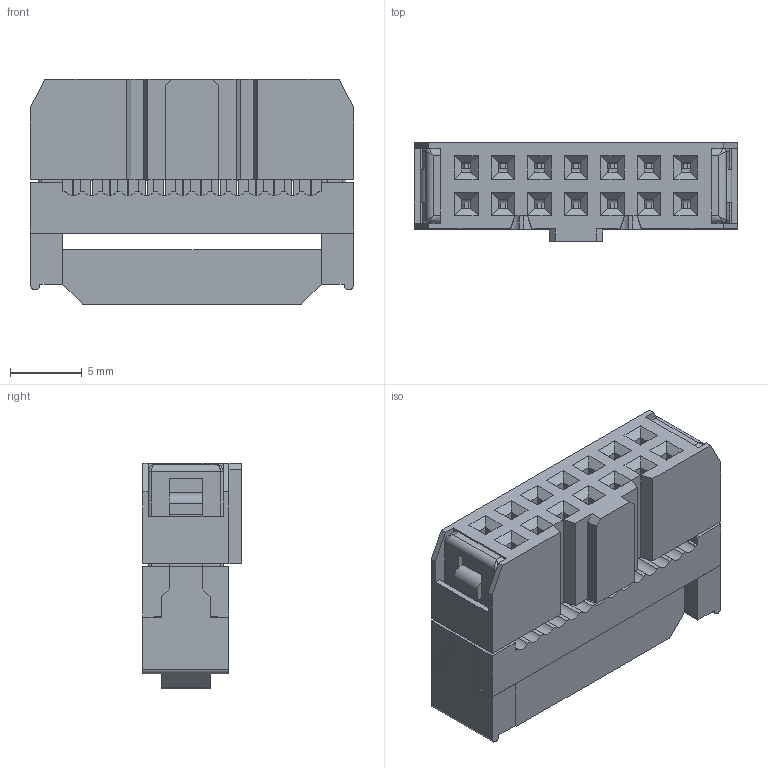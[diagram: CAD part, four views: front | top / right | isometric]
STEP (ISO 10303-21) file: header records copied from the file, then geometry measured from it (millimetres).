
FILE_DESCRIPTION( ( 'Unknown' ), '1' );
FILE_NAME( '61201423021_catch.stp', 'Unknown', ( 'Quentin LAIDEBEUR' ), ( 'WE' ), 'PSStep 15.0.49', 'Sample-box', ' ' );
FILE_SCHEMA( ( 'AUTOMOTIVE_DESIGN { 1 0 10303 214 1 1 1 1 }' ) );
Length unit declared in the file: millimetre
Products named in the file (5): Assem1; Gehäuse; Kabelklemme; Verschluss; Pin
Assembly tree (17 placements, depth 2):
  Assem1
    Gehäuse
    Kabelklemme
    Verschluss
    Pin  x14
Bounding box: 22.46 x 6.86 x 15.7 mm (x, y, z)
Volume: 1547.1 mm3; surface area: 3011.6 mm2
Topology: 17 solids, 17 shells, 975 faces, 2684 edges, 1736 vertices
Faces by surface type: plane 747, cylinder 210, extrusion 6, bspline 4, sphere 4, torus 4
Entity records: 24146 total; most frequent: CARTESIAN_POINT 3970, ORIENTED_EDGE 3306, DIRECTION 2953, EDGE_CURVE 1653, VECTOR 1385, LINE 1379, VERTEX_POINT 1060, AXIS2_PLACEMENT_3D 784
